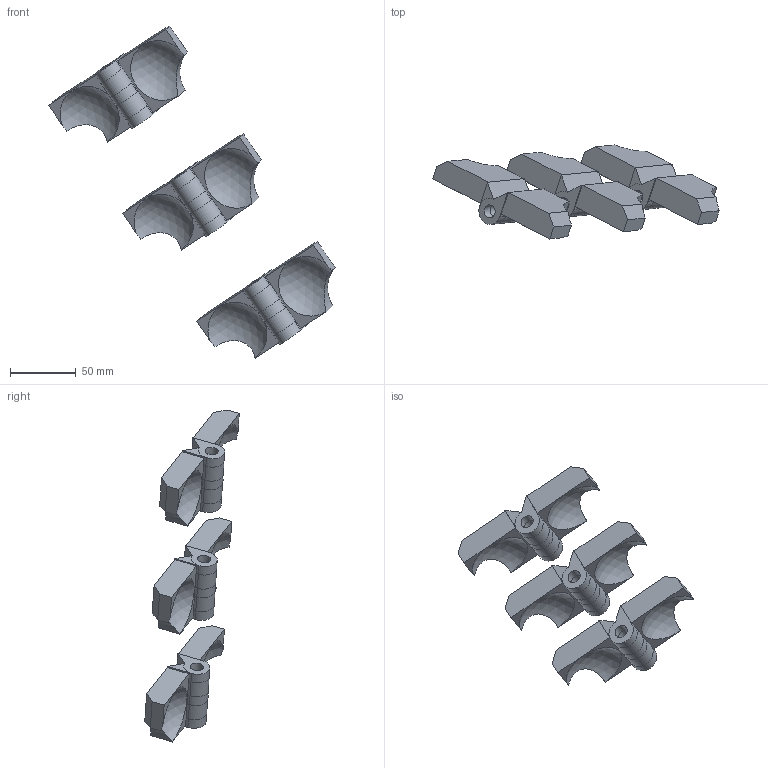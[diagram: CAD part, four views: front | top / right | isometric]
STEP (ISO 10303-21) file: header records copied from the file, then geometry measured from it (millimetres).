
FILE_DESCRIPTION( ('This file contains a STEP AP42 implementation' ,'as created by ZW3D STEP Interface translator.' ,'') ,'2;1' );
FILE_NAME( '錨窒璃淝蹈 3_3.stp' ,'251027.114727', (''), ('ZWCAD Software Co.'), 'Version 1.0', 'ZW3D to STEP translator', '' );
FILE_SCHEMA(('AUTOMOTIVE_DESIGN { 1 0 10303 214 1 1 1 1 }'));
Length unit declared in the file: millimetre
Products named in the file (7): 0; 錨窒璃淝蹈 3_3; 啋匼_1_76; 標撿衵.ipt; 標撿酘.ipt; 啋匼_2_76; 啋匼_3_71
Assembly tree (9 placements, depth 3):
  0
  錨窒璃淝蹈 3_3
    啋匼_1_76
      標撿衵.ipt
      標撿酘.ipt
    啋匼_2_76
      標撿衵.ipt
      標撿酘.ipt
    啋匼_3_71
      標撿衵.ipt
      標撿酘.ipt
Bounding box: 218.72 x 72.18 x 253.45 mm (x, y, z)
Volume: 196120.7 mm3; surface area: 63645.6 mm2
Topology: 6 solids, 6 shells, 141 faces, 357 edges, 228 vertices
Faces by surface type: plane 84, cylinder 51, sphere 6
Full cylindrical faces by diameter (mm): 10 x15
Entity records: 1756 total; most frequent: DIRECTION 309, CARTESIAN_POINT 308, ORIENTED_EDGE 238, AXIS2_PLACEMENT_3D 121, EDGE_CURVE 119, VERTEX_POINT 76, VECTOR 67, LINE 67
